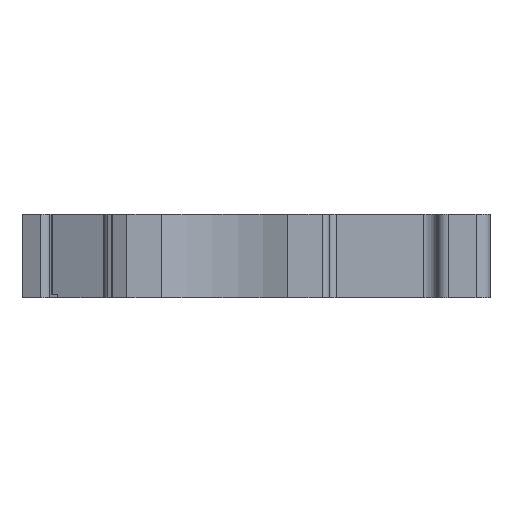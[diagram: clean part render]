
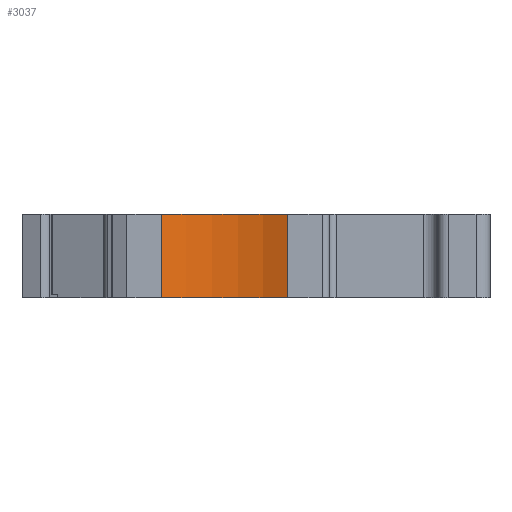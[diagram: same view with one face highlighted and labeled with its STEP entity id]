
A CAD part, left-side view. The second image highlights one B-rep face of the part: STEP entity #3037.
In plain terms, the highlighted cylindrical face has radius 10.625 mm (diameter 21.25 mm), a partial arc.
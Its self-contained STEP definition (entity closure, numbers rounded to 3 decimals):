
#27=CYLINDRICAL_SURFACE('',#3258,10.625);
#87=CIRCLE('',#3218,10.625);
#109=CIRCLE('',#3259,10.625);
#396=ORIENTED_EDGE('',*,*,#1269,.F.);
#397=ORIENTED_EDGE('',*,*,#1268,.F.);
#398=ORIENTED_EDGE('',*,*,#1192,.T.);
#399=ORIENTED_EDGE('',*,*,#1270,.T.);
#1192=EDGE_CURVE('',#1645,#1644,#87,.T.);
#1268=EDGE_CURVE('',#1645,#1701,#1979,.T.);
#1269=EDGE_CURVE('',#1701,#1702,#109,.T.);
#1270=EDGE_CURVE('',#1644,#1702,#1980,.T.);
#1644=VERTEX_POINT('',#4565);
#1645=VERTEX_POINT('',#4567);
#1701=VERTEX_POINT('',#4716);
#1702=VERTEX_POINT('',#4720);
#1979=LINE('',#4717,#2350);
#1980=LINE('',#4721,#2351);
#2350=VECTOR('',#3749,1000.);
#2351=VECTOR('',#3754,1000.);
#2589=EDGE_LOOP('',(#396,#397,#398,#399));
#2754=FACE_BOUND('',#2589,.T.);
#3037=ADVANCED_FACE('',(#2754),#27,.F.);
#3218=AXIS2_PLACEMENT_3D('',#4566,#3615,#3616);
#3258=AXIS2_PLACEMENT_3D('',#4718,#3750,#3751);
#3259=AXIS2_PLACEMENT_3D('',#4719,#3752,#3753);
#3615=DIRECTION('',(0.,0.,1.));
#3616=DIRECTION('',(-1.,0.,0.));
#3749=DIRECTION('',(0.,0.,-1.));
#3750=DIRECTION('',(0.,0.,-1.));
#3751=DIRECTION('',(-1.,0.,0.));
#3752=DIRECTION('',(0.,0.,1.));
#3753=DIRECTION('',(-1.,0.,0.));
#3754=DIRECTION('',(0.,0.,-1.));
#4565=CARTESIAN_POINT('',(-29.5,6.75,6.));
#4566=CARTESIAN_POINT('',(-39.125,2.25,6.));
#4567=CARTESIAN_POINT('',(-29.5,-2.25,6.));
#4716=CARTESIAN_POINT('',(-29.5,-2.25,0.));
#4717=CARTESIAN_POINT('',(-29.5,-2.25,6.));
#4718=CARTESIAN_POINT('',(-39.125,2.25,6.));
#4719=CARTESIAN_POINT('',(-39.125,2.25,0.));
#4720=CARTESIAN_POINT('',(-29.5,6.75,0.));
#4721=CARTESIAN_POINT('',(-29.5,6.75,6.));
